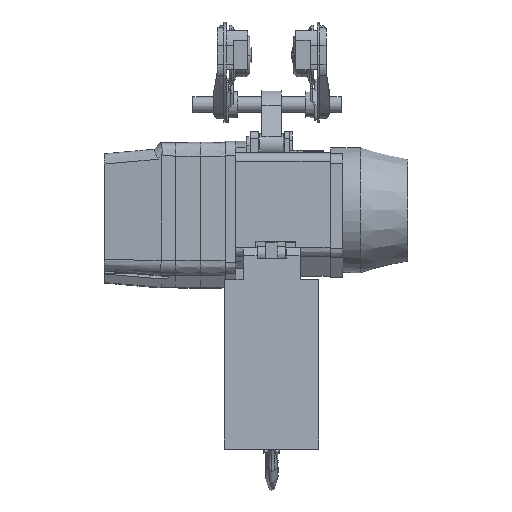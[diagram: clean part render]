
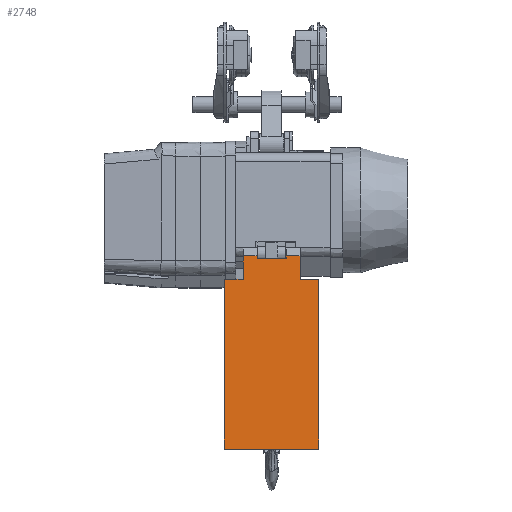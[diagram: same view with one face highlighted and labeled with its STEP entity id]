
A CAD part, left-side view. The second image highlights one B-rep face of the part: STEP entity #2748.
In plain terms, the highlighted face is planar.
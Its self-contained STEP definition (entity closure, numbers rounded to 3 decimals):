
#2748=ADVANCED_FACE('',(#5782),#5783,.T.);
#5782=FACE_OUTER_BOUND('',#11871,.T.);
#5783=PLANE('',#11872);
#11871=EDGE_LOOP('',(#24745,#24746,#24747,#24748,#24749,#24750,#24751,#24752,#24753,#24754,#24755,#24756));
#11872=AXIS2_PLACEMENT_3D('',#24757,#24758,#24759);
#24745=ORIENTED_EDGE('',*,*,#33020,.F.);
#24746=ORIENTED_EDGE('',*,*,#33021,.F.);
#24747=ORIENTED_EDGE('',*,*,#32188,.T.);
#24748=ORIENTED_EDGE('',*,*,#33022,.T.);
#24749=ORIENTED_EDGE('',*,*,#33023,.F.);
#24750=ORIENTED_EDGE('',*,*,#33024,.F.);
#24751=ORIENTED_EDGE('',*,*,#33025,.F.);
#24752=ORIENTED_EDGE('',*,*,#33026,.T.);
#24753=ORIENTED_EDGE('',*,*,#33027,.T.);
#24754=ORIENTED_EDGE('',*,*,#31437,.F.);
#24755=ORIENTED_EDGE('',*,*,#31429,.F.);
#24756=ORIENTED_EDGE('',*,*,#33028,.T.);
#24757=CARTESIAN_POINT('',(78.891,-311.4,-65.));
#24758=DIRECTION('',(0.999,0.052,0.));
#24759=DIRECTION('',(-0.052,0.999,0.));
#31429=EDGE_CURVE('',#35933,#35934,#35935,.T.);
#31437=EDGE_CURVE('',#35934,#35948,#35949,.T.);
#32188=EDGE_CURVE('',#37214,#37215,#37216,.T.);
#33020=EDGE_CURVE('',#38509,#38510,#38511,.T.);
#33021=EDGE_CURVE('',#37214,#38509,#38512,.T.);
#33022=EDGE_CURVE('',#37215,#38513,#38514,.T.);
#33023=EDGE_CURVE('',#38515,#38513,#38516,.T.);
#33024=EDGE_CURVE('',#38517,#38515,#38518,.T.);
#33025=EDGE_CURVE('',#38519,#38517,#38520,.T.);
#33026=EDGE_CURVE('',#38519,#38521,#38522,.T.);
#33027=EDGE_CURVE('',#38521,#35948,#38523,.T.);
#33028=EDGE_CURVE('',#35933,#38510,#38524,.T.);
#35933=VERTEX_POINT('',#42870);
#35934=VERTEX_POINT('',#42871);
#35935=LINE('',#42872,#42873);
#35948=VERTEX_POINT('',#42891);
#35949=LINE('',#42892,#42893);
#37214=VERTEX_POINT('',#45265);
#37215=VERTEX_POINT('',#45266);
#37216=LINE('',#45267,#45268);
#38509=VERTEX_POINT('',#47643);
#38510=VERTEX_POINT('',#47644);
#38511=LINE('',#47645,#47646);
#38512=LINE('',#47647,#47648);
#38513=VERTEX_POINT('',#47649);
#38514=LINE('',#47650,#47651);
#38515=VERTEX_POINT('',#47652);
#38516=LINE('',#47653,#47654);
#38517=VERTEX_POINT('',#47655);
#38518=LINE('',#47656,#47657);
#38519=VERTEX_POINT('',#47658);
#38520=LINE('',#47659,#47660);
#38521=VERTEX_POINT('',#47661);
#38522=LINE('',#47662,#47663);
#38523=LINE('',#47664,#47665);
#38524=LINE('',#47666,#47667);
#42870=CARTESIAN_POINT('',(78.891,-311.4,-65.));
#42871=CARTESIAN_POINT('',(78.891,-311.4,65.));
#42872=CARTESIAN_POINT('',(78.891,-311.4,-65.));
#42873=VECTOR('',#52764,1.);
#42891=CARTESIAN_POINT('',(66.654,-77.9,65.));
#42892=CARTESIAN_POINT('',(78.891,-311.4,65.));
#42893=VECTOR('',#52773,1.);
#45265=CARTESIAN_POINT('',(64.975,-45.875,-39.));
#45266=CARTESIAN_POINT('',(64.975,-45.875,-20.));
#45267=CARTESIAN_POINT('',(64.975,-45.875,-39.));
#45268=VECTOR('',#53604,1.);
#47643=CARTESIAN_POINT('',(66.654,-77.9,-39.));
#47644=CARTESIAN_POINT('',(66.654,-77.9,-65.));
#47645=CARTESIAN_POINT('',(66.654,-77.9,-39.));
#47646=VECTOR('',#54578,1.);
#47647=CARTESIAN_POINT('',(64.975,-45.875,-39.));
#47648=VECTOR('',#54579,1.);
#47649=CARTESIAN_POINT('',(65.186,-49.9,-20.));
#47650=CARTESIAN_POINT('',(64.975,-45.875,-20.));
#47651=VECTOR('',#54580,1.);
#47652=CARTESIAN_POINT('',(65.186,-49.9,20.));
#47653=CARTESIAN_POINT('',(65.186,-49.9,20.));
#47654=VECTOR('',#54581,1.);
#47655=CARTESIAN_POINT('',(64.975,-45.875,20.));
#47656=CARTESIAN_POINT('',(64.975,-45.875,20.));
#47657=VECTOR('',#54582,1.);
#47658=CARTESIAN_POINT('',(64.975,-45.875,39.));
#47659=CARTESIAN_POINT('',(64.975,-45.875,39.));
#47660=VECTOR('',#54583,1.);
#47661=CARTESIAN_POINT('',(66.654,-77.9,39.));
#47662=CARTESIAN_POINT('',(64.975,-45.875,39.));
#47663=VECTOR('',#54584,1.);
#47664=CARTESIAN_POINT('',(66.654,-77.9,39.));
#47665=VECTOR('',#54585,1.);
#47666=CARTESIAN_POINT('',(78.891,-311.4,-65.));
#47667=VECTOR('',#54586,1.);
#52764=DIRECTION('',(0.,0.,1.));
#52773=DIRECTION('',(-0.052,0.999,0.));
#53604=DIRECTION('',(0.,0.,1.));
#54578=DIRECTION('',(0.,0.,-1.));
#54579=DIRECTION('',(0.052,-0.999,0.));
#54580=DIRECTION('',(0.052,-0.999,0.));
#54581=DIRECTION('',(0.,0.,-1.));
#54582=DIRECTION('',(0.052,-0.999,0.));
#54583=DIRECTION('',(0.,0.,-1.));
#54584=DIRECTION('',(0.052,-0.999,0.));
#54585=DIRECTION('',(0.,0.,1.));
#54586=DIRECTION('',(-0.052,0.999,0.));
